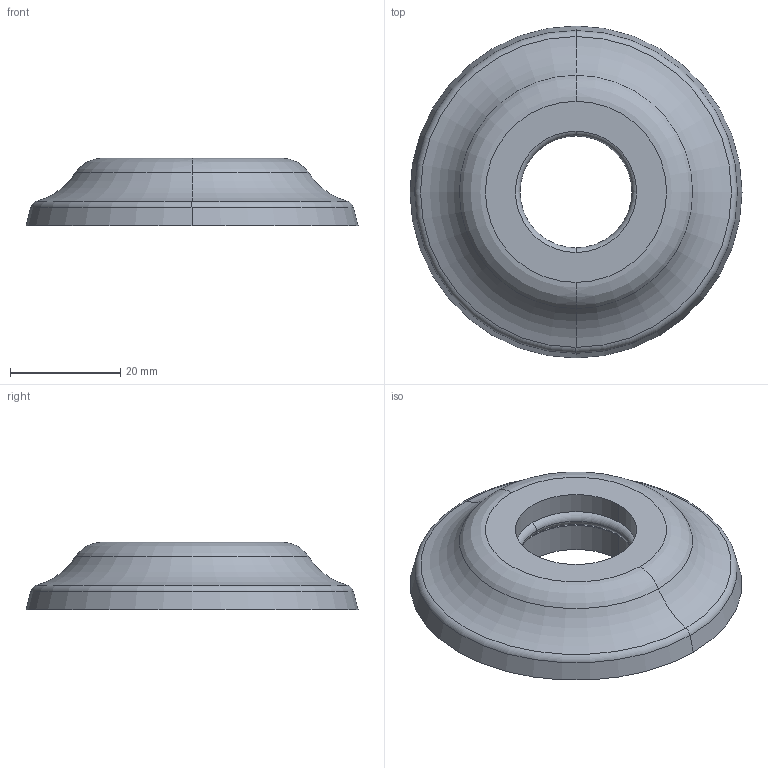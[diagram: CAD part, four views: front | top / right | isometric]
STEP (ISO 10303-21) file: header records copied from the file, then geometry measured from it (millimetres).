
FILE_DESCRIPTION((''),'2;1');
FILE_NAME('2-503_SW0001','2010-11-18T',('project'),(''),'PRO/ENGINEER BY PARAMETRIC TECHNOLOGY CORPORATION, 2009300','PRO/ENGINEER BY PARAMETRIC TECHNOLOGY CORPORATION, 2009300','');
FILE_SCHEMA(('CONFIG_CONTROL_DESIGN'));
Length unit declared in the file: inch
Products named in the file (1): 2-503_SW0001
Bounding box: 60.2 x 60.2 x 12.19 mm (x, y, z)
Surface area: 7389.7 mm2 (no closed solid volume)
Topology: 0 solids, 2 shells, 20 faces, 42 edges, 26 vertices
Faces by surface type: torus 10, plane 4, cylinder 4, cone 2
Entity records: 595 total; most frequent: DIRECTION 118, CARTESIAN_POINT 88, ORIENTED_EDGE 80, AXIS2_PLACEMENT_3D 56, EDGE_CURVE 42, CIRCLE 36, VERTEX_POINT 26, EDGE_LOOP 24
